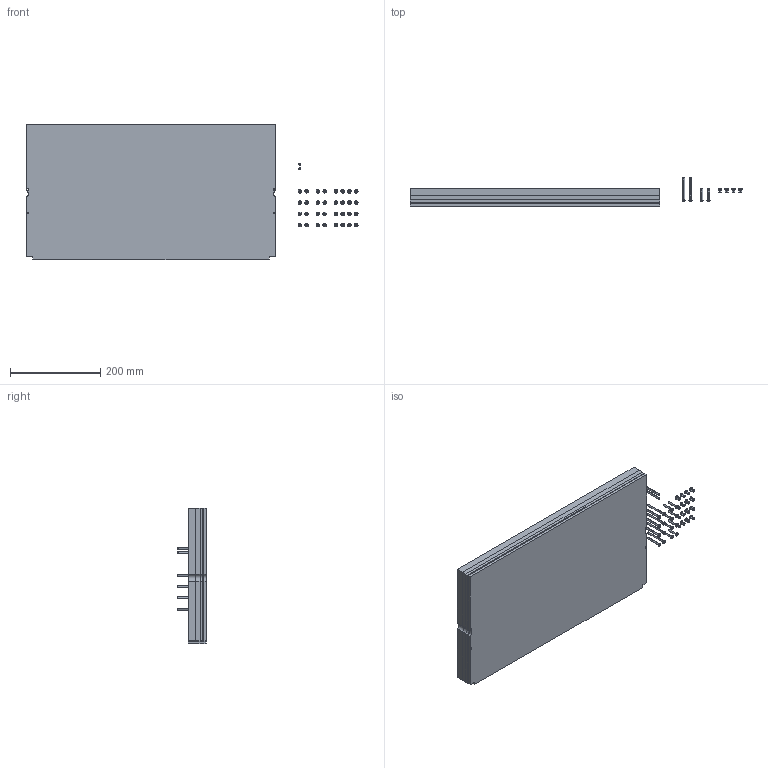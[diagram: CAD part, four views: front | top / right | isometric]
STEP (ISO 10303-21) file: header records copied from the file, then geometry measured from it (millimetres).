
FILE_DESCRIPTION (( 'STEP AP214' ), '1' );
FILE_NAME ('INGUN_113330.STEP', '2022-01-19T08:06:22', ( '' ), ( '' ), 'SwSTEP 2.0', 'SolidWorks 2018', '' );
FILE_SCHEMA (( 'AUTOMOTIVE_DESIGN' ));
Length unit declared in the file: millimetre
Products named in the file (11): 113326~0; DIN6325~n_04,0m6x050; 113328~0; 113325~0; Gewindebuchse~n_M04-09,5 offen; 113324~0; ISO7380~n_M04,0x050; 113327~0; INGUN_113330; 113321~0_S; ISO7380~n_M04,0x025
Assembly tree (40 placements, depth 3):
  INGUN_113330
    113324~0
    113325~0
    113326~0
    113328~0
    113327~0
    113321~0_S
      ISO7380~n_M04,0x050  x8
      ISO7380~n_M04,0x025  x8
      Gewindebuchse~n_M04-09,5 offen  x16
      DIN6325~n_04,0m6x050  x2
Bounding box: 736 x 64 x 300 mm (x, y, z)
Volume: 6647198.8 mm3; surface area: 1746690.8 mm2
Topology: 39 solids, 39 shells, 2794 faces, 6478 edges, 4276 vertices
Faces by surface type: plane 2158, cylinder 496, torus 96, cone 36, sphere 8
Entity records: 10475 total; most frequent: DIRECTION 1853, CARTESIAN_POINT 1699, ORIENTED_EDGE 1602, EDGE_CURVE 801, AXIS2_PLACEMENT_3D 684, VERTEX_POINT 530, LINE 485, VECTOR 485
